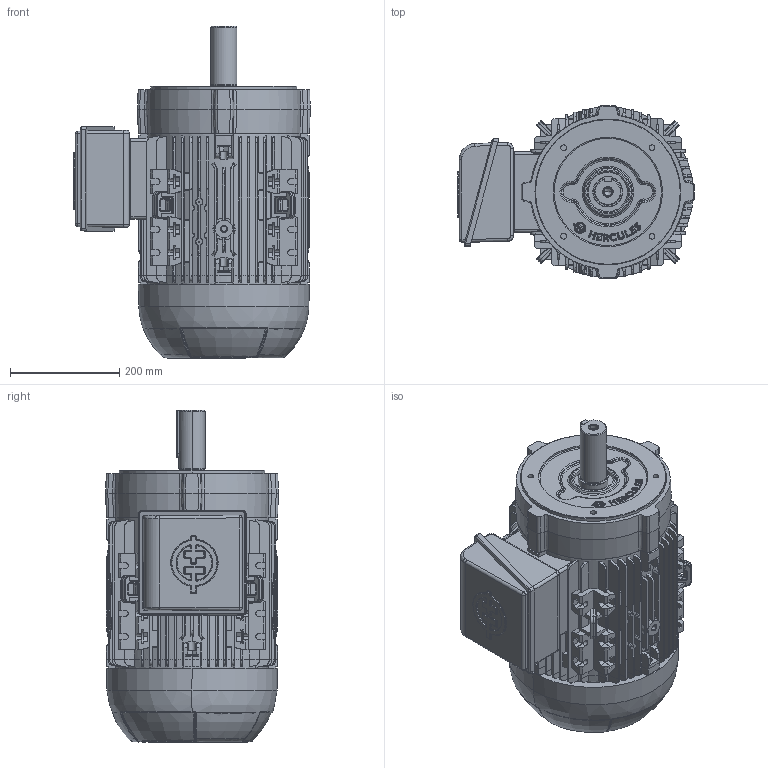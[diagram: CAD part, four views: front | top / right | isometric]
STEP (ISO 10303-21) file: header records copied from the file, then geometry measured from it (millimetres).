
FILE_DESCRIPTION (( 'STEP AP203' ), '1' );
FILE_NAME ('180M_SP_FC_RIGHT.STEP', '2022-07-17T23:53:59', ( '' ), ( '' ), 'SwSTEP 2.0', 'SolidWorks 2020', '' );
FILE_SCHEMA (( 'CONFIG_CONTROL_DESIGN' ));
Length unit declared in the file: millimetre
Products named in the file (8): 105006202_casca_USINADO; 105035277_casca_50.5307.121; 180M_SP_FC_RIGHT; 105006204-205_casca_50.5307.124 (M); 105006203_casca_Usinado; 105030278_casca; 105032 DIN6885 AB - ABNT C_10.5032.050; Eixo IEC180 - 4P_50.5342.008 (L)
Assembly tree (7 placements, depth 2):
  180M_SP_FC_RIGHT
    105006204-205_casca_50.5307.124 (M)
    Eixo IEC180 - 4P_50.5342.008 (L)
    105006202_casca_USINADO
    105006203_casca_Usinado
    105030278_casca
    105032 DIN6885 AB - ABNT C_10.5032.050
    105035277_casca_50.5307.121
Bounding box: 432.45 x 316 x 607 mm (x, y, z)
Volume: 37400485.8 mm3; surface area: 1586983.5 mm2
Topology: 7 solids, 10 shells, 3916 faces, 10082 edges, 6274 vertices
Faces by surface type: plane 1525, cylinder 1220, bspline 660, cone 265, sphere 132, torus 114
Entity records: 143151 total; most frequent: CARTESIAN_POINT 55695, ORIENTED_EDGE 20148, DIRECTION 15719, EDGE_CURVE 10074, VERTEX_POINT 6274, AXIS2_PLACEMENT_3D 5331, LINE 5057, VECTOR 5057
